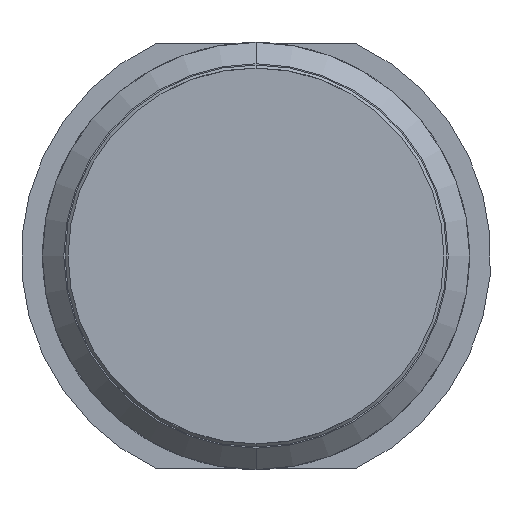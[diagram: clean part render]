
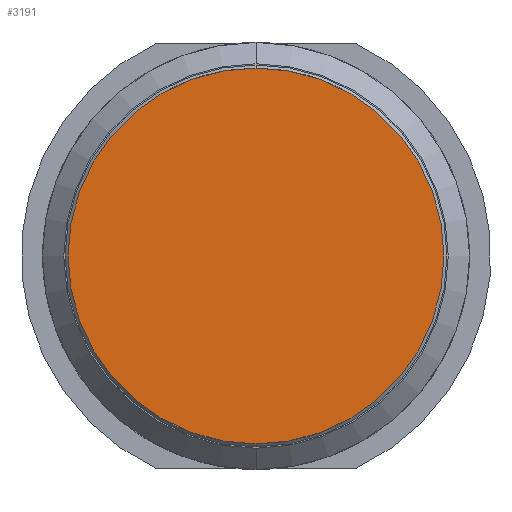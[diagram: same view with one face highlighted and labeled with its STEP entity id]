
A CAD part, front view. The second image highlights one B-rep face of the part: STEP entity #3191.
In plain terms, the highlighted planar face has unit normal (0, -1, 0).
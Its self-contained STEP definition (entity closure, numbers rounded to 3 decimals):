
#191 = CARTESIAN_POINT ( 'NONE',  ( 0., 0., 0. ) ) ;
#288 = EDGE_LOOP ( 'NONE', ( #876, #3033 ) ) ;
#353 = EDGE_CURVE ( 'Defeature ausgef�hrt2_323+Defeature ausgef�hrt2_330+Defeature ausgef�hrt2_330+Defeature ausgef�hrt2_330', #1303, #2458, #1032, .T. ) ;
#395 = DIRECTION ( 'NONE',  ( 0., 1., 0. ) ) ;
#467 = DIRECTION ( 'NONE',  ( 0., -1., 0. ) ) ;
#876 = ORIENTED_EDGE ( 'NONE', *, *, #353, .T. ) ;
#964 = CIRCLE ( 'NONE', #1942, 2.2 ) ;
#1032 = CIRCLE ( 'NONE', #3497, 2.2 ) ;
#1303 = VERTEX_POINT ( 'NONE', #2682 ) ;
#1667 = AXIS2_PLACEMENT_3D ( 'NONE', #2627, #395, #2012 ) ;
#1942 = AXIS2_PLACEMENT_3D ( 'NONE', #2546, #3831, #3862 ) ;
#1973 = PLANE ( 'NONE',  #1667 ) ;
#2012 = DIRECTION ( 'NONE',  ( -1., 0., 0. ) ) ;
#2407 = EDGE_CURVE ( 'Defeature ausgef�hrt2_323+Defeature ausgef�hrt2_330+Defeature ausgef�hrt2_330+Defeature ausgef�hrt2_330', #2458, #1303, #964, .T. ) ;
#2443 = DIRECTION ( 'NONE',  ( 1., 0., 0. ) ) ;
#2458 = VERTEX_POINT ( 'NONE', #3869 ) ;
#2546 = CARTESIAN_POINT ( 'NONE',  ( 0., 0., 0. ) ) ;
#2623 = FACE_OUTER_BOUND ( 'NONE', #288, .T. ) ;
#2627 = CARTESIAN_POINT ( 'NONE',  ( 0., 0., 1.9 ) ) ;
#2682 = CARTESIAN_POINT ( 'NONE',  ( 2.2, 0., 0. ) ) ;
#3033 = ORIENTED_EDGE ( 'NONE', *, *, #2407, .T. ) ;
#3191 = ADVANCED_FACE ( 'Defeature ausgef�hrt2_323', ( #2623 ), #1973, .F. ) ;
#3497 = AXIS2_PLACEMENT_3D ( 'NONE', #191, #467, #2443 ) ;
#3831 = DIRECTION ( 'NONE',  ( 0., -1., 0. ) ) ;
#3862 = DIRECTION ( 'NONE',  ( 1., 0., 0. ) ) ;
#3869 = CARTESIAN_POINT ( 'NONE',  ( -2.2, 0., 0. ) ) ;
